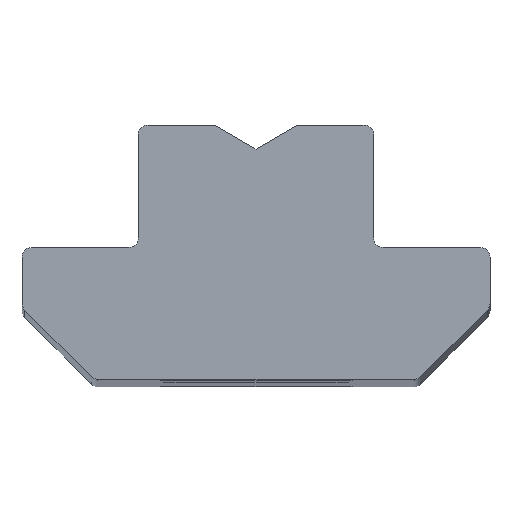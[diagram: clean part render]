
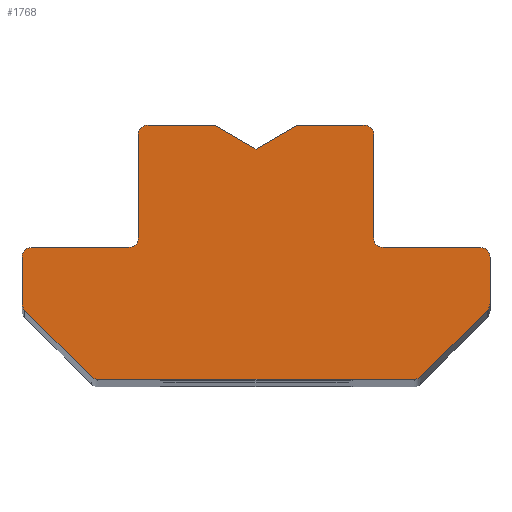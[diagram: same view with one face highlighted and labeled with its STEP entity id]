
A CAD part, top view. The second image highlights one B-rep face of the part: STEP entity #1768.
In plain terms, the highlighted planar face has unit normal (0, 0, 1).
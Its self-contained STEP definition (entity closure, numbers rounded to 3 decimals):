
#734=CARTESIAN_POINT('',(-9.35,-7.434,180.));
#735=DIRECTION('',(0.,0.,1.));
#736=DIRECTION('',(-1.,0.,0.));
#737=AXIS2_PLACEMENT_3D('',#734,#735,#736);
#742=DIRECTION('',(0.,-1.,0.));
#743=VECTOR('',#742,1.934);
#744=CARTESIAN_POINT('',(-9.75,-5.5,180.));
#745=LINE('',#744,#743);
#749=CARTESIAN_POINT('',(-9.35,-5.5,180.));
#750=DIRECTION('',(0.,0.,1.));
#751=DIRECTION('',(0.,1.,0.));
#752=AXIS2_PLACEMENT_3D('',#749,#750,#751);
#757=DIRECTION('',(-1.,0.,0.));
#758=VECTOR('',#757,4.05);
#759=CARTESIAN_POINT('',(-5.3,-5.1,180.));
#760=LINE('',#759,#758);
#764=CARTESIAN_POINT('',(-5.3,-4.7,180.));
#765=DIRECTION('',(0.,0.,-1.));
#766=DIRECTION('',(1.,0.,0.));
#767=AXIS2_PLACEMENT_3D('',#764,#765,#766);
#772=DIRECTION('',(0.,-1.,0.));
#773=VECTOR('',#772,4.3);
#774=CARTESIAN_POINT('',(-4.9,-0.4,180.));
#775=LINE('',#774,#773);
#779=CARTESIAN_POINT('',(-4.5,-0.4,180.));
#780=DIRECTION('',(0.,0.,1.));
#781=DIRECTION('',(0.,1.,0.));
#782=AXIS2_PLACEMENT_3D('',#779,#780,#781);
#787=DIRECTION('',(-1.,0.,0.));
#788=VECTOR('',#787,2.768);
#789=CARTESIAN_POINT('',(-1.732,0.,180.));
#790=LINE('',#789,#788);
#794=DIRECTION('',(-0.866,0.5,0.));
#795=VECTOR('',#794,2.);
#796=CARTESIAN_POINT('',(0.,-1.,180.));
#797=LINE('',#796,#795);
#801=DIRECTION('',(-0.866,-0.5,0.));
#802=VECTOR('',#801,2.);
#803=CARTESIAN_POINT('',(1.732,0.,180.));
#804=LINE('',#803,#802);
#808=DIRECTION('',(-1.,0.,0.));
#809=VECTOR('',#808,2.768);
#810=CARTESIAN_POINT('',(4.5,0.,180.));
#811=LINE('',#810,#809);
#815=CARTESIAN_POINT('',(4.5,-0.4,180.));
#816=DIRECTION('',(0.,0.,1.));
#817=DIRECTION('',(1.,0.,0.));
#818=AXIS2_PLACEMENT_3D('',#815,#816,#817);
#823=DIRECTION('',(0.,1.,0.));
#824=VECTOR('',#823,4.3);
#825=CARTESIAN_POINT('',(4.9,-4.7,180.));
#826=LINE('',#825,#824);
#830=CARTESIAN_POINT('',(5.3,-4.7,180.));
#831=DIRECTION('',(0.,0.,-1.));
#832=DIRECTION('',(0.,-1.,0.));
#833=AXIS2_PLACEMENT_3D('',#830,#831,#832);
#838=DIRECTION('',(-1.,0.,0.));
#839=VECTOR('',#838,4.05);
#840=CARTESIAN_POINT('',(9.35,-5.1,180.));
#841=LINE('',#840,#839);
#845=CARTESIAN_POINT('',(9.35,-5.5,180.));
#846=DIRECTION('',(0.,0.,1.));
#847=DIRECTION('',(1.,0.,0.));
#848=AXIS2_PLACEMENT_3D('',#845,#846,#847);
#853=DIRECTION('',(0.,1.,0.));
#854=VECTOR('',#853,1.934);
#855=CARTESIAN_POINT('',(9.75,-7.434,180.));
#856=LINE('',#855,#854);
#860=CARTESIAN_POINT('',(9.35,-7.434,180.));
#861=DIRECTION('',(0.,0.,1.));
#862=DIRECTION('',(0.707,-0.707,0.));
#863=AXIS2_PLACEMENT_3D('',#860,#861,#862);
#868=DIRECTION('',(0.707,0.707,0.));
#869=VECTOR('',#868,3.911);
#870=CARTESIAN_POINT('',(6.867,-10.483,180.));
#871=LINE('',#870,#869);
#875=CARTESIAN_POINT('',(6.584,-10.2,180.));
#876=DIRECTION('',(0.,0.,1.));
#877=DIRECTION('',(0.,-1.,0.));
#878=AXIS2_PLACEMENT_3D('',#875,#876,#877);
#883=DIRECTION('',(1.,0.,0.));
#884=VECTOR('',#883,13.169);
#885=CARTESIAN_POINT('',(-6.584,-10.6,180.));
#886=LINE('',#885,#884);
#890=CARTESIAN_POINT('',(-6.584,-10.2,180.));
#891=DIRECTION('',(0.,0.,1.));
#892=DIRECTION('',(-0.707,-0.707,0.));
#893=AXIS2_PLACEMENT_3D('',#890,#891,#892);
#898=DIRECTION('',(0.707,-0.707,0.));
#899=VECTOR('',#898,3.911);
#900=CARTESIAN_POINT('',(-9.633,-7.717,180.));
#901=LINE('',#900,#899);
#1339=CARTESIAN_POINT('',(-9.75,-7.434,180.));
#1340=CARTESIAN_POINT('',(-9.633,-7.717,180.));
#1341=VERTEX_POINT('',#1339);
#1342=VERTEX_POINT('',#1340);
#1343=CARTESIAN_POINT('',(-6.867,-10.483,180.));
#1344=VERTEX_POINT('',#1343);
#1345=CARTESIAN_POINT('',(-6.584,-10.6,180.));
#1346=VERTEX_POINT('',#1345);
#1347=CARTESIAN_POINT('',(6.584,-10.6,180.));
#1348=VERTEX_POINT('',#1347);
#1349=CARTESIAN_POINT('',(6.867,-10.483,180.));
#1350=VERTEX_POINT('',#1349);
#1351=CARTESIAN_POINT('',(9.633,-7.717,180.));
#1352=VERTEX_POINT('',#1351);
#1353=CARTESIAN_POINT('',(9.75,-7.434,180.));
#1354=VERTEX_POINT('',#1353);
#1355=CARTESIAN_POINT('',(9.75,-5.5,180.));
#1356=VERTEX_POINT('',#1355);
#1357=CARTESIAN_POINT('',(9.35,-5.1,180.));
#1358=VERTEX_POINT('',#1357);
#1359=CARTESIAN_POINT('',(5.3,-5.1,180.));
#1360=VERTEX_POINT('',#1359);
#1361=CARTESIAN_POINT('',(4.9,-4.7,180.));
#1362=VERTEX_POINT('',#1361);
#1363=CARTESIAN_POINT('',(4.9,-0.4,180.));
#1364=VERTEX_POINT('',#1363);
#1365=CARTESIAN_POINT('',(4.5,0.,180.));
#1366=VERTEX_POINT('',#1365);
#1367=CARTESIAN_POINT('',(1.732,0.,180.));
#1368=VERTEX_POINT('',#1367);
#1369=CARTESIAN_POINT('',(0.,-1.,180.));
#1370=VERTEX_POINT('',#1369);
#1371=CARTESIAN_POINT('',(-1.732,0.,180.));
#1372=VERTEX_POINT('',#1371);
#1373=CARTESIAN_POINT('',(-4.5,0.,180.));
#1374=VERTEX_POINT('',#1373);
#1375=CARTESIAN_POINT('',(-4.9,-0.4,180.));
#1376=VERTEX_POINT('',#1375);
#1377=CARTESIAN_POINT('',(-4.9,-4.7,180.));
#1378=VERTEX_POINT('',#1377);
#1379=CARTESIAN_POINT('',(-5.3,-5.1,180.));
#1380=VERTEX_POINT('',#1379);
#1381=CARTESIAN_POINT('',(-9.35,-5.1,180.));
#1382=VERTEX_POINT('',#1381);
#1383=CARTESIAN_POINT('',(-9.75,-5.5,180.));
#1384=VERTEX_POINT('',#1383);
#1726=CARTESIAN_POINT('',(0.,0.,180.));
#1727=DIRECTION('',(0.,0.,1.));
#1728=DIRECTION('',(1.,0.,0.));
#1729=AXIS2_PLACEMENT_3D('',#1726,#1727,#1728);
#1730=PLANE('',#1729);
#1731=ORIENTED_EDGE('',*,*,#1511,.F.);
#1732=ORIENTED_EDGE('',*,*,#1526,.F.);
#1733=ORIENTED_EDGE('',*,*,#1540,.F.);
#1734=ORIENTED_EDGE('',*,*,#1554,.F.);
#1735=ORIENTED_EDGE('',*,*,#1568,.F.);
#1736=ORIENTED_EDGE('',*,*,#1582,.F.);
#1737=ORIENTED_EDGE('',*,*,#1596,.F.);
#1738=ORIENTED_EDGE('',*,*,#1629,.F.);
#1740=ORIENTED_EDGE('',*,*,#1739,.F.);
#1742=ORIENTED_EDGE('',*,*,#1741,.F.);
#1744=ORIENTED_EDGE('',*,*,#1743,.F.);
#1746=ORIENTED_EDGE('',*,*,#1745,.F.);
#1748=ORIENTED_EDGE('',*,*,#1747,.F.);
#1750=ORIENTED_EDGE('',*,*,#1749,.F.);
#1752=ORIENTED_EDGE('',*,*,#1751,.F.);
#1754=ORIENTED_EDGE('',*,*,#1753,.F.);
#1756=ORIENTED_EDGE('',*,*,#1755,.F.);
#1758=ORIENTED_EDGE('',*,*,#1757,.F.);
#1760=ORIENTED_EDGE('',*,*,#1759,.F.);
#1762=ORIENTED_EDGE('',*,*,#1761,.F.);
#1763=ORIENTED_EDGE('',*,*,#1669,.F.);
#1764=ORIENTED_EDGE('',*,*,#1707,.F.);
#1765=ORIENTED_EDGE('',*,*,#1720,.F.);
#1766=EDGE_LOOP('',(#1731,#1732,#1733,#1734,#1735,#1736,#1737,#1738,#1740,#1742,
#1744,#1746,#1748,#1750,#1752,#1754,#1756,#1758,#1760,#1762,#1763,#1764,#1765));
#1767=FACE_OUTER_BOUND('',#1766,.F.);
#738=CIRCLE('',#737,0.4);
#753=CIRCLE('',#752,0.4);
#768=CIRCLE('',#767,0.4);
#783=CIRCLE('',#782,0.4);
#819=CIRCLE('',#818,0.4);
#834=CIRCLE('',#833,0.4);
#849=CIRCLE('',#848,0.4);
#864=CIRCLE('',#863,0.4);
#879=CIRCLE('',#878,0.4);
#894=CIRCLE('',#893,0.4);
#1511=EDGE_CURVE('',#1341,#1342,#738,.T.);
#1526=EDGE_CURVE('',#1384,#1341,#745,.T.);
#1540=EDGE_CURVE('',#1382,#1384,#753,.T.);
#1554=EDGE_CURVE('',#1380,#1382,#760,.T.);
#1568=EDGE_CURVE('',#1378,#1380,#768,.T.);
#1582=EDGE_CURVE('',#1376,#1378,#775,.T.);
#1596=EDGE_CURVE('',#1374,#1376,#783,.T.);
#1629=EDGE_CURVE('',#1372,#1374,#790,.T.);
#1669=EDGE_CURVE('',#1346,#1348,#886,.T.);
#1707=EDGE_CURVE('',#1344,#1346,#894,.T.);
#1720=EDGE_CURVE('',#1342,#1344,#901,.T.);
#1739=EDGE_CURVE('',#1370,#1372,#797,.T.);
#1741=EDGE_CURVE('',#1368,#1370,#804,.T.);
#1743=EDGE_CURVE('',#1366,#1368,#811,.T.);
#1745=EDGE_CURVE('',#1364,#1366,#819,.T.);
#1747=EDGE_CURVE('',#1362,#1364,#826,.T.);
#1749=EDGE_CURVE('',#1360,#1362,#834,.T.);
#1751=EDGE_CURVE('',#1358,#1360,#841,.T.);
#1753=EDGE_CURVE('',#1356,#1358,#849,.T.);
#1755=EDGE_CURVE('',#1354,#1356,#856,.T.);
#1757=EDGE_CURVE('',#1352,#1354,#864,.T.);
#1759=EDGE_CURVE('',#1350,#1352,#871,.T.);
#1761=EDGE_CURVE('',#1348,#1350,#879,.T.);
#1768=ADVANCED_FACE('',(#1767),#1730,.T.);
